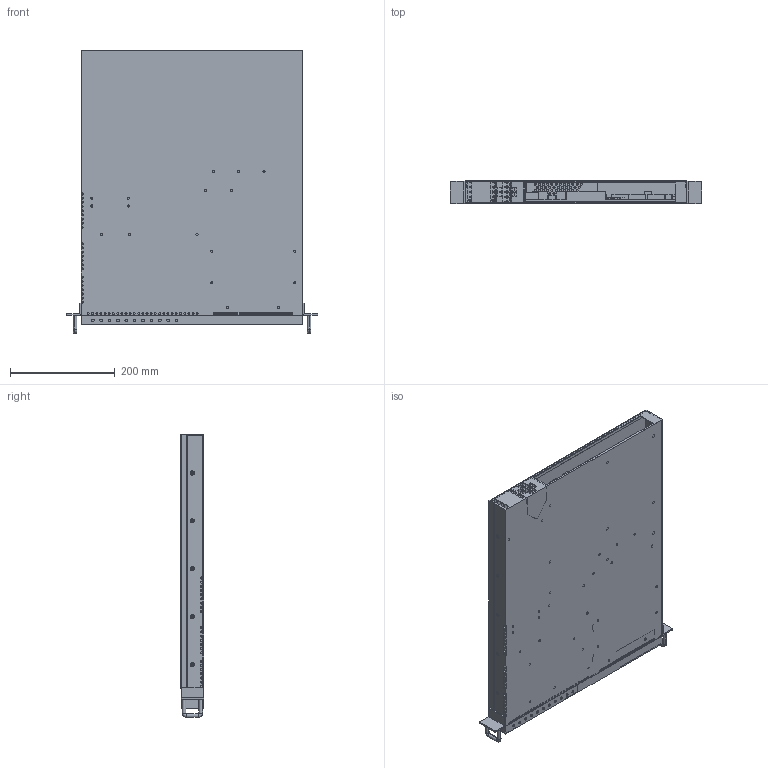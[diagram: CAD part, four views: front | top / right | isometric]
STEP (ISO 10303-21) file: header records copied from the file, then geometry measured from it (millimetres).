
FILE_DESCRIPTION((''),'2;1');
FILE_NAME('1U_CHASSIS_ASM','2008-03-10T',('SWP Esterhuyse'),(''),'PRO/ENGINEER BY PARAMETRIC TECHNOLOGY CORPORATION, 2006300','PRO/ENGINEER BY PARAMETRIC TECHNOLOGY CORPORATION, 2006300','');
FILE_SCHEMA(('CONFIG_CONTROL_DESIGN'));
Length unit declared in the file: millimetre
Products named in the file (12): 1U_CHASSIS; FAN_COVER; FRONT_COVER; BRACKET; HANDLE; STUD1; COVER; FRONTLEFT_COVER; POWER_SUPPLY; ROACH_PCB_MECH_LAYOUT; ADC; 1U_CHASSIS_ASM
Assembly tree (23 placements, depth 2):
  1U_CHASSIS_ASM
    1U_CHASSIS
    FAN_COVER
    FRONT_COVER
    BRACKET  x2
    HANDLE  x2
    STUD1  x10
    COVER
    FRONTLEFT_COVER
    POWER_SUPPLY
    ROACH_PCB_MECH_LAYOUT
    ADC  x2
Bounding box: 480 x 44.5 x 540.5 mm (x, y, z)
Volume: 1927770.3 mm3; surface area: 1433972.7 mm2
Topology: 23 solids, 23 shells, 1365 faces, 3960 edges, 2600 vertices
Faces by surface type: plane 749, cylinder 608, torus 8
Entity records: 42065 total; most frequent: CARTESIAN_POINT 7207, DIRECTION 7195, ORIENTED_EDGE 7194, EDGE_CURVE 3597, VECTOR 2487, LINE 2487, VERTEX_POINT 2366, AXIS2_PLACEMENT_3D 2354
